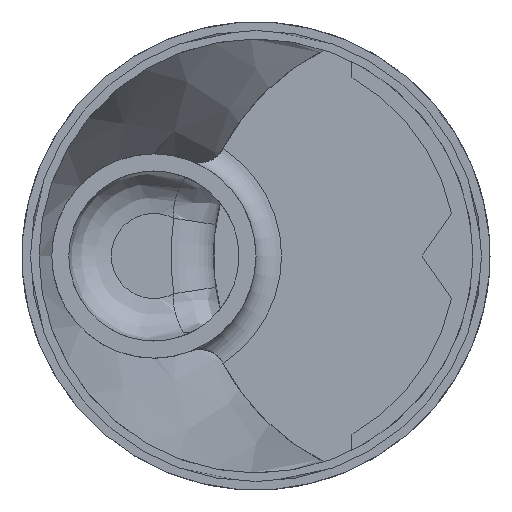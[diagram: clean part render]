
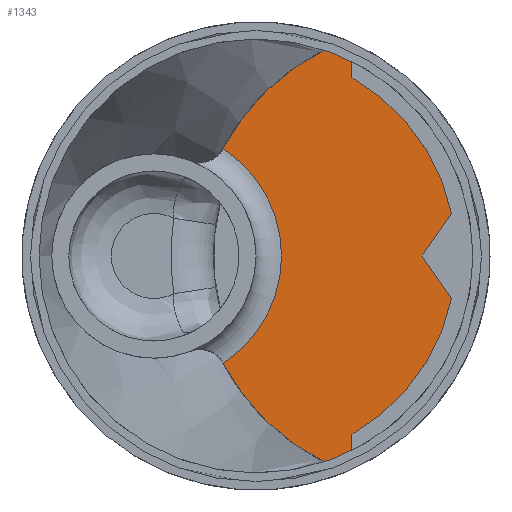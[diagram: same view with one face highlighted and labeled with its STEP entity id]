
A CAD part, front view. The second image highlights one B-rep face of the part: STEP entity #1343.
In plain terms, the highlighted planar face has unit normal (0, -1, 0).
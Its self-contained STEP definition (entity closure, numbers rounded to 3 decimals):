
#65=PLANE('',#1470);
#114=FACE_OUTER_BOUND('',#189,.T.);
#189=EDGE_LOOP('',(#1075,#1076,#1077,#1078,#1079,#1080,#1081,#1082,#1083,
#1084,#1085));
#281=LINE('',#2523,#377);
#282=LINE('',#2527,#378);
#283=LINE('',#2529,#379);
#284=LINE('',#2533,#380);
#377=VECTOR('',#1708,10.);
#378=VECTOR('',#1711,10.);
#379=VECTOR('',#1712,10.);
#380=VECTOR('',#1715,10.);
#458=CIRCLE('',#1461,27.);
#460=CIRCLE('',#1465,27.);
#465=CIRCLE('',#1471,25.5);
#466=CIRCLE('',#1472,24.06);
#467=CIRCLE('',#1473,24.06);
#468=CIRCLE('',#1474,25.5);
#469=CIRCLE('',#1475,15.);
#609=VERTEX_POINT('',#2326);
#610=VERTEX_POINT('',#2328);
#615=VERTEX_POINT('',#2349);
#616=VERTEX_POINT('',#2351);
#624=VERTEX_POINT('',#2520);
#625=VERTEX_POINT('',#2522);
#626=VERTEX_POINT('',#2524);
#627=VERTEX_POINT('',#2526);
#628=VERTEX_POINT('',#2528);
#629=VERTEX_POINT('',#2530);
#630=VERTEX_POINT('',#2532);
#771=EDGE_CURVE('',#609,#610,#458,.F.);
#778=EDGE_CURVE('',#615,#616,#460,.F.);
#789=EDGE_CURVE('',#624,#609,#465,.T.);
#790=EDGE_CURVE('',#625,#624,#281,.T.);
#791=EDGE_CURVE('',#626,#625,#466,.T.);
#792=EDGE_CURVE('',#627,#626,#282,.F.);
#793=EDGE_CURVE('',#628,#627,#283,.F.);
#794=EDGE_CURVE('',#629,#628,#467,.F.);
#795=EDGE_CURVE('',#630,#629,#284,.T.);
#796=EDGE_CURVE('',#616,#630,#468,.T.);
#797=EDGE_CURVE('',#615,#610,#469,.T.);
#1075=ORIENTED_EDGE('',*,*,#789,.F.);
#1076=ORIENTED_EDGE('',*,*,#790,.F.);
#1077=ORIENTED_EDGE('',*,*,#791,.F.);
#1078=ORIENTED_EDGE('',*,*,#792,.F.);
#1079=ORIENTED_EDGE('',*,*,#793,.F.);
#1080=ORIENTED_EDGE('',*,*,#794,.F.);
#1081=ORIENTED_EDGE('',*,*,#795,.F.);
#1082=ORIENTED_EDGE('',*,*,#796,.F.);
#1083=ORIENTED_EDGE('',*,*,#778,.F.);
#1084=ORIENTED_EDGE('',*,*,#797,.T.);
#1085=ORIENTED_EDGE('',*,*,#771,.F.);
#1343=ADVANCED_FACE('',(#114),#65,.T.);
#1461=AXIS2_PLACEMENT_3D('',#2329,#1684,#1685);
#1465=AXIS2_PLACEMENT_3D('',#2352,#1693,#1694);
#1470=AXIS2_PLACEMENT_3D('',#2519,#1704,#1705);
#1471=AXIS2_PLACEMENT_3D('',#2521,#1706,#1707);
#1472=AXIS2_PLACEMENT_3D('',#2525,#1709,#1710);
#1473=AXIS2_PLACEMENT_3D('',#2531,#1713,#1714);
#1474=AXIS2_PLACEMENT_3D('',#2534,#1716,#1717);
#1475=AXIS2_PLACEMENT_3D('',#2535,#1718,#1719);
#1684=DIRECTION('center_axis',(0.,-1.,0.));
#1685=DIRECTION('ref_axis',(0.,0.,-1.));
#1693=DIRECTION('center_axis',(0.,-1.,0.));
#1694=DIRECTION('ref_axis',(0.,0.,-1.));
#1704=DIRECTION('center_axis',(0.,-1.,0.));
#1705=DIRECTION('ref_axis',(0.,0.,-1.));
#1706=DIRECTION('center_axis',(0.,1.,0.));
#1707=DIRECTION('ref_axis',(-1.,0.,0.));
#1708=DIRECTION('',(0.,0.,-1.));
#1709=DIRECTION('center_axis',(0.,1.,0.));
#1710=DIRECTION('ref_axis',(-0.531,0.,-0.847));
#1711=DIRECTION('',(-0.574,0.,0.819));
#1712=DIRECTION('',(0.574,0.,0.819));
#1713=DIRECTION('center_axis',(0.,-1.,0.));
#1714=DIRECTION('ref_axis',(-0.531,0.,-0.847));
#1715=DIRECTION('',(0.,0.,-1.));
#1716=DIRECTION('center_axis',(0.,1.,0.));
#1717=DIRECTION('ref_axis',(-1.,0.,0.));
#1718=DIRECTION('center_axis',(0.,1.,0.));
#1719=DIRECTION('ref_axis',(1.,0.,0.));
#2326=CARTESIAN_POINT('',(8.031,8.,-24.202));
#2328=CARTESIAN_POINT('',(-3.875,8.,-12.609));
#2329=CARTESIAN_POINT('Origin',(20.,8.,0.));
#2349=CARTESIAN_POINT('',(-3.875,8.,12.609));
#2351=CARTESIAN_POINT('',(8.031,8.,24.202));
#2352=CARTESIAN_POINT('Origin',(20.,8.,0.));
#2519=CARTESIAN_POINT('Origin',(20.,8.,-25.));
#2520=CARTESIAN_POINT('',(11.281,8.,-22.869));
#2521=CARTESIAN_POINT('Origin',(0.,8.,0.));
#2522=CARTESIAN_POINT('',(11.281,8.,-20.944));
#2523=CARTESIAN_POINT('',(11.281,8.,-23.54));
#2524=CARTESIAN_POINT('',(22.985,8.,-4.954));
#2525=CARTESIAN_POINT('Origin',(-0.56,8.,0.));
#2526=CARTESIAN_POINT('',(19.516,8.,0.));
#2527=CARTESIAN_POINT('',(25.87,8.,-9.075));
#2528=CARTESIAN_POINT('',(22.985,8.,4.954));
#2529=CARTESIAN_POINT('',(15.7,8.,-5.45));
#2530=CARTESIAN_POINT('',(11.281,8.,20.944));
#2531=CARTESIAN_POINT('Origin',(-0.56,8.,0.));
#2532=CARTESIAN_POINT('',(11.281,8.,22.869));
#2533=CARTESIAN_POINT('',(11.281,8.,-0.46));
#2534=CARTESIAN_POINT('Origin',(0.,8.,0.));
#2535=CARTESIAN_POINT('Origin',(-12.,8.,0.));
